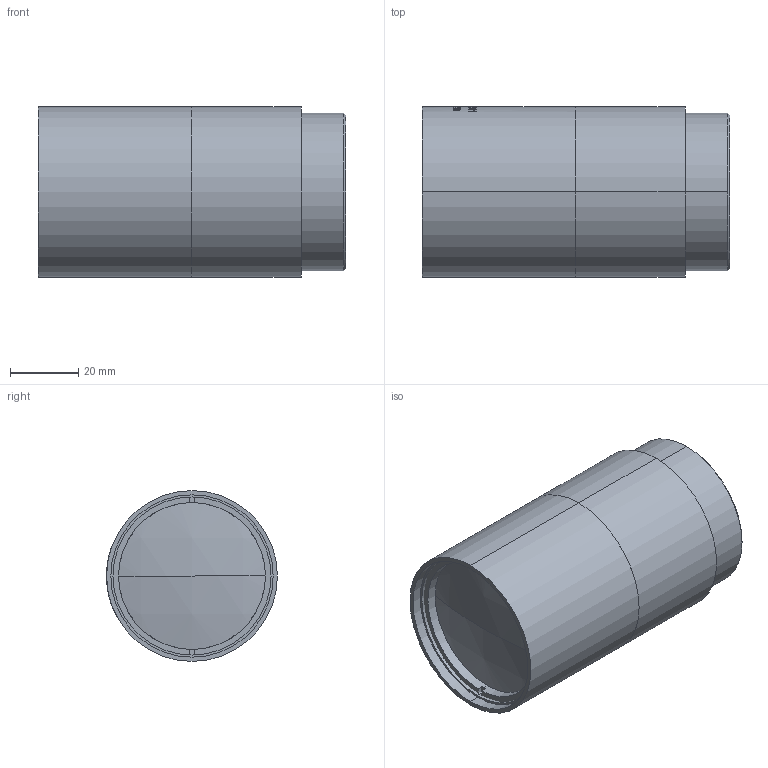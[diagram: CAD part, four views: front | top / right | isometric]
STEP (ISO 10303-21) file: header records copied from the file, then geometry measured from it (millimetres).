
FILE_DESCRIPTION (( 'STEP AP203' ), '1' );
FILE_NAME ('S6ASS2341_01.STEP', '2022-03-18T08:47:48', ( '' ), ( '' ), 'SwSTEP 2.0', 'SolidWorks 2021', '' );
FILE_SCHEMA (( 'CONFIG_CONTROL_DESIGN' ));
Length unit declared in the file: millimetre
Products named in the file (6): 117603; 505905_Gravur; S6ASS2341_01; 505906; S6LDX2241; S6LMP2243
Assembly tree (5 placements, depth 2):
  S6ASS2341_01
    S6LDX2241
    S6LMP2243
    117603
    505905_Gravur
    505906
Bounding box: 89.88 x 50 x 50 mm (x, y, z)
Volume: 51938.8 mm3; surface area: 39573.6 mm2
Topology: 5 solids, 5 shells, 380 faces, 969 edges, 634 vertices
Faces by surface type: bspline 171, plane 97, cylinder 68, cone 24, torus 12, sphere 8
Entity records: 29894 total; most frequent: CARTESIAN_POINT 21401, ORIENTED_EDGE 1938, DIRECTION 1108, EDGE_CURVE 969, VERTEX_POINT 634, B_SPLINE_CURVE_WITH_KNOTS 537, AXIS2_PLACEMENT_3D 459, EDGE_LOOP 421
